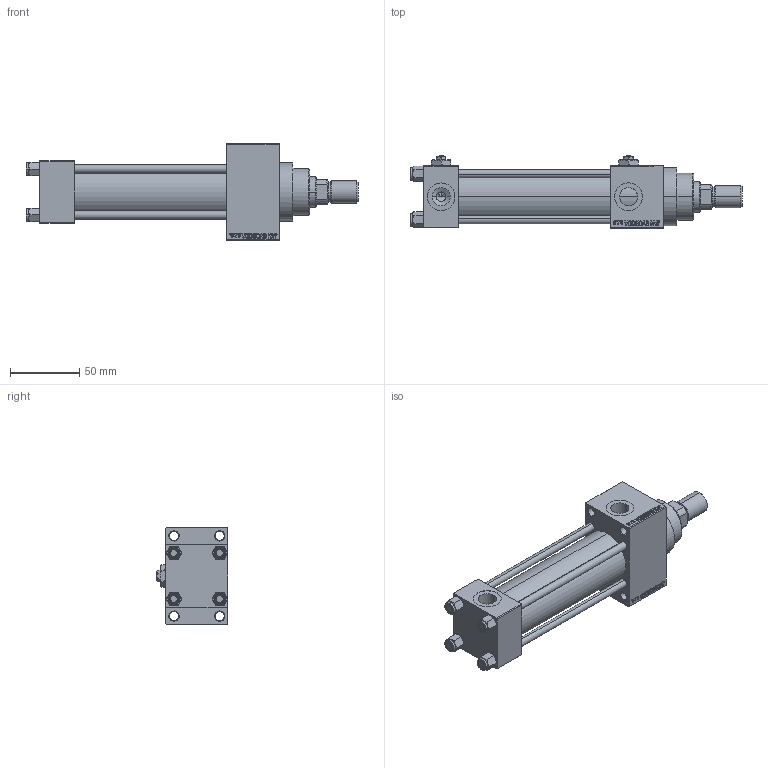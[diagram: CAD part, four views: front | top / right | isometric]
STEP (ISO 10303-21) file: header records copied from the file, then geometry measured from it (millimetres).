
FILE_DESCRIPTION (( 'STEP AP203' ), '1' );
FILE_NAME ('e00f.STEP', '2022-04-15T08:14:05', ( '' ), ( '' ), 'SwSTEP 2.0', 'SolidWorks 2019', '' );
FILE_SCHEMA (( 'CONFIG_CONTROL_DESIGN' ));
Length unit declared in the file: millimetre
Products named in the file (8): ROD_END_AH 2e9b1d66ecda0e0ed50c19064b200fb9; V215CR_D_Body 2e9b1d66ecda0e0ed50c19064b200fb9; V215CR_VCP_D 2e9b1d66ecda0e0ed50c19064b200fb9; V215CR_D_TYCINKA 2e9b1d66ecda0e0ed50c19064b200fb9; e00f; Zatka_pro_OIL_PORT 2e9b1d66ecda0e0ed50c19064b200fb9; V215_VC_A 2e9b1d66ecda0e0ed50c19064b200fb9; NUT_M5_D 2e9b1d66ecda0e0ed50c19064b200fb9
Assembly tree (14 placements, depth 2):
  e00f
    V215CR_D_Body 2e9b1d66ecda0e0ed50c19064b200fb9
    V215CR_VCP_D 2e9b1d66ecda0e0ed50c19064b200fb9
    NUT_M5_D 2e9b1d66ecda0e0ed50c19064b200fb9  x4
    V215CR_D_TYCINKA 2e9b1d66ecda0e0ed50c19064b200fb9  x4
    V215_VC_A 2e9b1d66ecda0e0ed50c19064b200fb9
    ROD_END_AH 2e9b1d66ecda0e0ed50c19064b200fb9
    Zatka_pro_OIL_PORT 2e9b1d66ecda0e0ed50c19064b200fb9  x2
Bounding box: 240 x 52 x 70 mm (x, y, z)
Volume: 131987.1 mm3; surface area: 104860.1 mm2
Topology: 13 solids, 14 shells, 1217 faces, 3003 edges, 1930 vertices
Faces by surface type: plane 546, bspline 368, cone 190, cylinder 103, torus 10
Entity records: 49635 total; most frequent: CARTESIAN_POINT 25726, ORIENTED_EDGE 5306, DIRECTION 3509, EDGE_CURVE 2653, VERTEX_POINT 1730, VECTOR 1559, LINE 1559, EDGE_LOOP 1195
